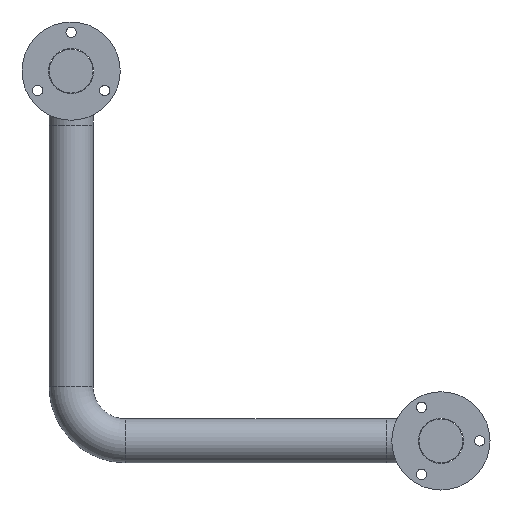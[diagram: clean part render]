
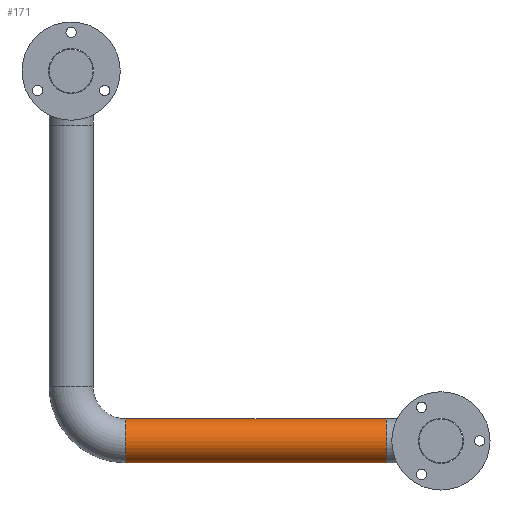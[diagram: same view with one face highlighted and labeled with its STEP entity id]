
A CAD part, front view. The second image highlights one B-rep face of the part: STEP entity #171.
In plain terms, the highlighted cylindrical face has radius 21.25 mm (diameter 42.5 mm), a full revolution.
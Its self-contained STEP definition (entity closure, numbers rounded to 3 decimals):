
#171=ADVANCED_FACE('',(#487,#489),#491,.T.);
#487=FACE_OUTER_BOUND('',#488,.T.);
#488=EDGE_LOOP('',(#669));
#489=FACE_OUTER_BOUND('',#490,.T.);
#490=EDGE_LOOP('',(#670));
#491=CYLINDRICAL_SURFACE('',#492,21.25);
#492=AXIS2_PLACEMENT_3D('',#493,#494,#495);
#493=CARTESIAN_POINT('',(-52.6,160.,0.));
#494=DIRECTION('',(-1.,0.,0.));
#495=DIRECTION('',(0.,1.,0.));
#669=ORIENTED_EDGE('',*,*,#758,.T.);
#670=ORIENTED_EDGE('',*,*,#759,.F.);
#758=EDGE_CURVE('',#801,#801,#802,.T.);
#759=EDGE_CURVE('',#803,#803,#804,.T.);
#801=VERTEX_POINT('',#900);
#802=CIRCLE('',#901,21.25);
#803=VERTEX_POINT('',#905);
#804=CIRCLE('',#906,21.25);
#900=CARTESIAN_POINT('',(-52.6,181.25,0.));
#901=AXIS2_PLACEMENT_3D('',#902,#903,#904);
#902=CARTESIAN_POINT('',(-52.6,160.,0.));
#903=DIRECTION('',(-1.,0.,0.));
#904=DIRECTION('',(0.,1.,0.));
#905=CARTESIAN_POINT('',(-304.9,181.25,0.));
#906=AXIS2_PLACEMENT_3D('',#907,#908,#909);
#907=CARTESIAN_POINT('',(-304.9,160.,0.));
#908=DIRECTION('',(-1.,0.,0.));
#909=DIRECTION('',(0.,1.,0.));
